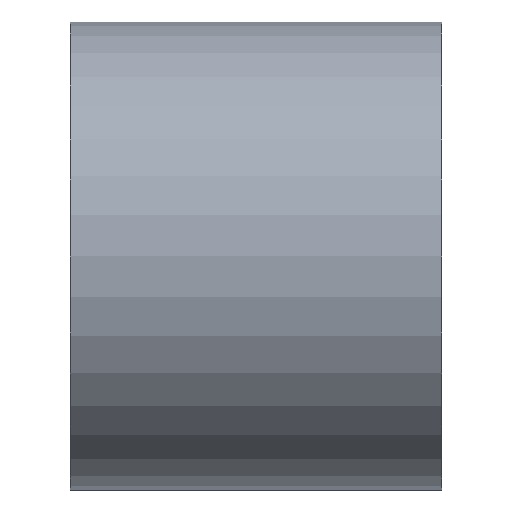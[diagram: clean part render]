
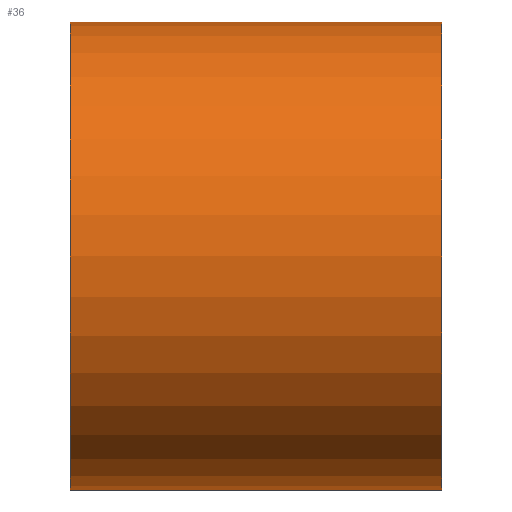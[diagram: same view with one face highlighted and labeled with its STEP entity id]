
A CAD part, front view. The second image highlights one B-rep face of the part: STEP entity #36.
In plain terms, the highlighted cylindrical face has radius 4 mm (diameter 8 mm), a partial arc.
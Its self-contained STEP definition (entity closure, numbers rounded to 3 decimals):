
#9 = ORIENTED_EDGE ( 'NONE', *, *, #185, .F. ) ;
#12 = DIRECTION ( 'NONE',  ( 0., 0., 1. ) ) ;
#17 = VERTEX_POINT ( 'NONE', #77 ) ;
#20 = VERTEX_POINT ( 'NONE', #98 ) ;
#21 = DIRECTION ( 'NONE',  ( 0., 0., -1. ) ) ;
#36 = ADVANCED_FACE ( 'NONE', ( #86 ), #149, .T. ) ;
#37 = DIRECTION ( 'NONE',  ( -1., 0., 0. ) ) ;
#38 = AXIS2_PLACEMENT_3D ( 'NONE', #89, #55, #21 ) ;
#45 = CARTESIAN_POINT ( 'NONE',  ( 6.35, 0., 0. ) ) ;
#54 = AXIS2_PLACEMENT_3D ( 'NONE', #202, #172, #158 ) ;
#55 = DIRECTION ( 'NONE',  ( 1., 0., 0. ) ) ;
#59 = ORIENTED_EDGE ( 'NONE', *, *, #211, .T. ) ;
#60 = VERTEX_POINT ( 'NONE', #209 ) ;
#71 = CIRCLE ( 'NONE', #38, 4. ) ;
#73 = DIRECTION ( 'NONE',  ( -1., 0., 0. ) ) ;
#77 = CARTESIAN_POINT ( 'NONE',  ( 6.35, 0., -4. ) ) ;
#83 = DIRECTION ( 'NONE',  ( -1., 0., 0. ) ) ;
#85 = VECTOR ( 'NONE', #83, 1000. ) ;
#86 = FACE_OUTER_BOUND ( 'NONE', #131, .T. ) ;
#88 = CARTESIAN_POINT ( 'NONE',  ( 6.35, 0., -4. ) ) ;
#89 = CARTESIAN_POINT ( 'NONE',  ( 0., 0., 0. ) ) ;
#93 = ORIENTED_EDGE ( 'NONE', *, *, #179, .F. ) ;
#98 = CARTESIAN_POINT ( 'NONE',  ( 6.35, 0., 4. ) ) ;
#100 = AXIS2_PLACEMENT_3D ( 'NONE', #45, #73, #12 ) ;
#114 = VECTOR ( 'NONE', #37, 1000. ) ;
#117 = LINE ( 'NONE', #88, #85 ) ;
#121 = VERTEX_POINT ( 'NONE', #178 ) ;
#131 = EDGE_LOOP ( 'NONE', ( #9, #93, #154, #59 ) ) ;
#134 = LINE ( 'NONE', #190, #114 ) ;
#144 = CIRCLE ( 'NONE', #54, 4. ) ;
#149 = CYLINDRICAL_SURFACE ( 'NONE', #100, 4. ) ;
#154 = ORIENTED_EDGE ( 'NONE', *, *, #171, .T. ) ;
#158 = DIRECTION ( 'NONE',  ( 0., 0., -1. ) ) ;
#171 = EDGE_CURVE ( 'NONE', #20, #60, #134, .T. ) ;
#172 = DIRECTION ( 'NONE',  ( 1., 0., 0. ) ) ;
#178 = CARTESIAN_POINT ( 'NONE',  ( 0., 0., -4. ) ) ;
#179 = EDGE_CURVE ( 'NONE', #20, #17, #144, .T. ) ;
#185 = EDGE_CURVE ( 'NONE', #17, #121, #117, .T. ) ;
#190 = CARTESIAN_POINT ( 'NONE',  ( 6.35, 0., 4. ) ) ;
#202 = CARTESIAN_POINT ( 'NONE',  ( 6.35, 0., 0. ) ) ;
#209 = CARTESIAN_POINT ( 'NONE',  ( 0., 0., 4. ) ) ;
#211 = EDGE_CURVE ( 'NONE', #60, #121, #71, .T. ) ;
